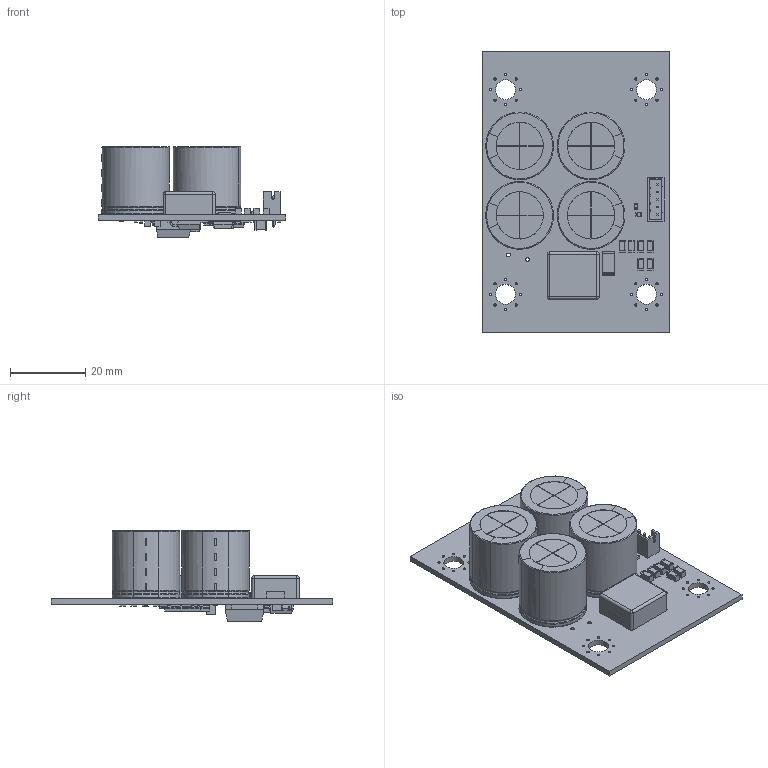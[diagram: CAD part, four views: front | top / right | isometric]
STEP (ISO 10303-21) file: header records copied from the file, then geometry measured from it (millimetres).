
FILE_DESCRIPTION(('KiCad electronic assembly'),'2;1');
FILE_NAME('TL494x.step','2025-03-02T20:38:16',('Pcbnew'),('Kicad'), 'Open CASCADE STEP processor 7.8','KiCad to STEP converter','Unknown' );
FILE_SCHEMA(('AUTOMOTIVE_DESIGN { 1 0 10303 214 1 1 1 1 }'));
Length unit declared in the file: millimetre
Products named in the file (25): TL494x 1; CP_Radial_D18.0mm_P7.50mm; JST_PH_B5B-PH-K_1x05_P2.00mm_Vertical; L_Chilisin_BMRG00131360; TL494x 1.4.1; C_1206_3216Metric; R_0603_1608Metric; D_0603_1608Metric; R_2512_6332Metric; SOT-23; SOIC-8_3.9x4.9mm_P1.27mm; D_SOD-323; SOT-363_SC-70-6; C_0603_1608Metric; C_1210_3225Metric; D_SMA; SOT-223; D_SMB; TO-263-2; TL494x 1.52.1; C_0805_2012Metric; SOIC-16_3.9x9.9mm_P1.27mm; TO-252-2; TL494x 1.57.1; TL494V2OC_PCB
Assembly tree (67 placements, depth 3):
  TL494x 1
    CP_Radial_D18.0mm_P7.50mm  x4
    JST_PH_B5B-PH-K_1x05_P2.00mm_Vertical
    L_Chilisin_BMRG00131360
      TL494x 1.4.1
    C_1206_3216Metric  x8
    R_0603_1608Metric  x26
    D_0603_1608Metric
    R_2512_6332Metric
    SOT-23  x2
    SOIC-8_3.9x4.9mm_P1.27mm
    D_SOD-323  x2
    SOT-363_SC-70-6
    C_0603_1608Metric  x7
    C_1210_3225Metric
    D_SMA
    SOT-223
    D_SMB
    TO-263-2
      TL494x 1.52.1
    C_0805_2012Metric
    SOIC-16_3.9x9.9mm_P1.27mm
    TO-252-2
      TL494x 1.57.1
    TL494V2OC_PCB
Bounding box: 50 x 75 x 24.1 mm (x, y, z)
Volume: 25674.7 mm3; surface area: 18118.1 mm2
Topology: 74 solids, 78 shells, 2847 faces, 7381 edges, 4758 vertices
Faces by surface type: plane 1788, cylinder 767, bspline 264, revolution 16, torus 8, sphere 4
Full cylindrical faces by diameter (mm): 0.6 x34, 0.75 x5, 0.9 x8, 1 x1, 1.01 x2, 1.2 x8, 2.5 x1, 5.3 x4
Entity records: 56650 total; most frequent: CARTESIAN_POINT 9823, ORIENTED_EDGE 7952, DIRECTION 7237, EDGE_CURVE 3976, LINE 3005, VECTOR 3005, VERTEX_POINT 2530, AXIS2_PLACEMENT_3D 2114
